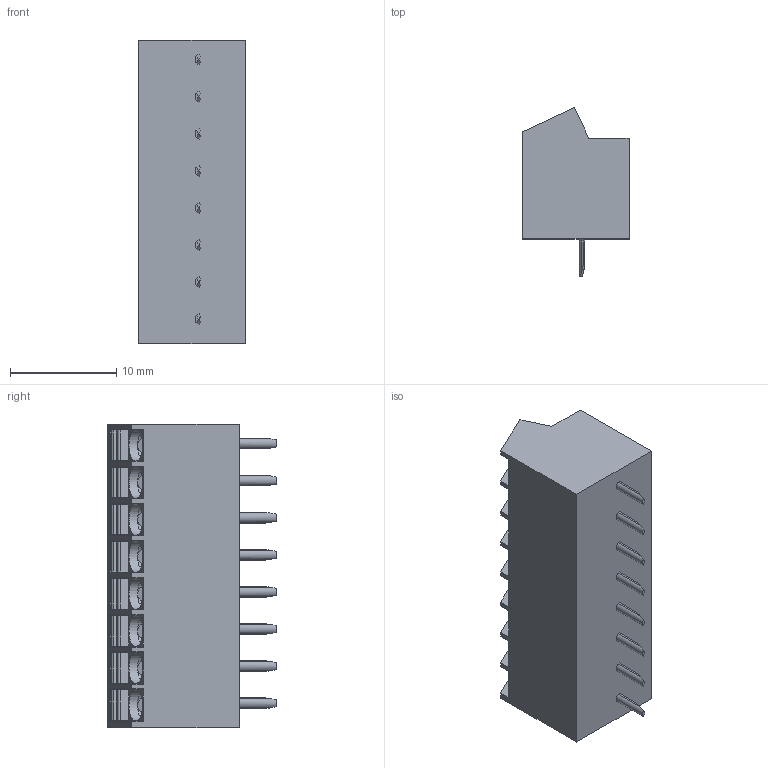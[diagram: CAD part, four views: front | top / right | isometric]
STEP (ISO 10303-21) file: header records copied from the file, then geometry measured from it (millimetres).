
FILE_DESCRIPTION((''),'2;1');
FILE_NAME('PRT0007','2024-09-25T',('sj'),(''),'PRO/ENGINEER BY PARAMETRIC TECHNOLOGY CORPORATION, 2013240','PRO/ENGINEER BY PARAMETRIC TECHNOLOGY CORPORATION, 2013240','');
FILE_SCHEMA(('AUTOMOTIVE_DESIGN_CC2 { 1 2 10303 214 -1 1 5 2 }'));
Length unit declared in the file: millimetre
Products named in the file (1): PRT0007
Bounding box: 10 x 15.9 x 28.6 mm (x, y, z)
Volume: 2831.5 mm3; surface area: 1938.1 mm2
Topology: 1 solids, 1 shells, 336 faces, 930 edges, 620 vertices
Faces by surface type: plane 240, cylinder 80, cone 16
Entity records: 10919 total; most frequent: CARTESIAN_POINT 2315, ORIENTED_EDGE 1860, DIRECTION 1674, EDGE_CURVE 930, VECTOR 666, LINE 666, VERTEX_POINT 620, AXIS2_PLACEMENT_3D 504
